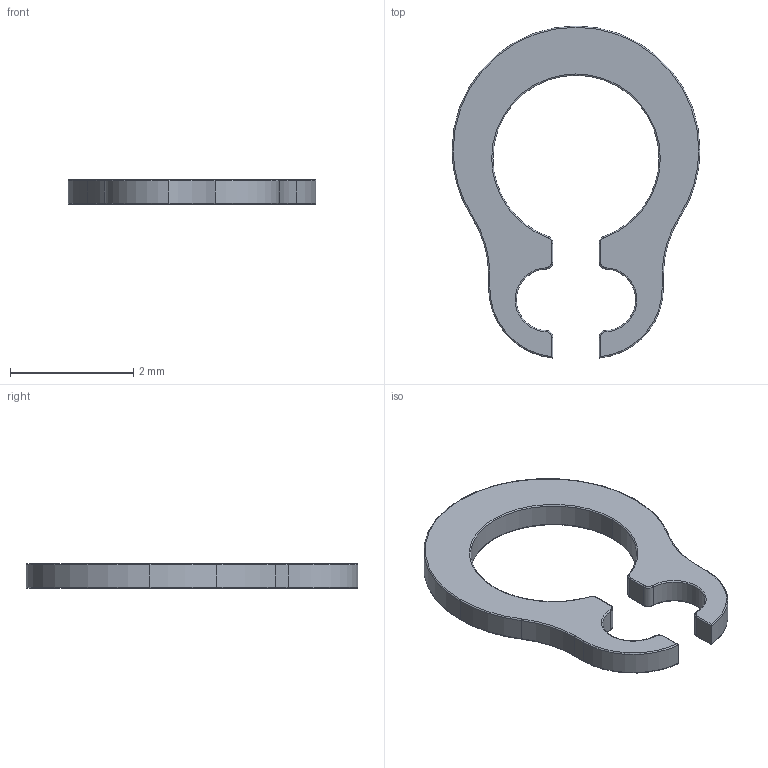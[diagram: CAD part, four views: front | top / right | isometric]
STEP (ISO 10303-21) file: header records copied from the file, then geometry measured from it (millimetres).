
FILE_DESCRIPTION (( 'STEP AP203' ), '1' );
FILE_NAME ('98541A111_External Retaining Ring.STEP', '2023-05-02T21:15:28', ( 'Administrator' ), ( 'Managed by Terraform' ), 'SwSTEP 2.0', 'SolidWorks 2017', '' );
FILE_SCHEMA (( 'CONFIG_CONTROL_DESIGN' ));
Length unit declared in the file: millimetre
Products named in the file (1): 98541A111_External Retaining Ring
Bounding box: 4.03 x 5.4 x 0.4 mm (x, y, z)
Volume: 3.4 mm3; surface area: 27.5 mm2
Topology: 1 solids, 1 shells, 77 faces, 175 edges, 100 vertices
Faces by surface type: torus 38, cylinder 31, plane 8
Entity records: 2312 total; most frequent: DIRECTION 449, CARTESIAN_POINT 425, ORIENTED_EDGE 350, AXIS2_PLACEMENT_3D 200, EDGE_CURVE 175, CIRCLE 122, VERTEX_POINT 100, FACE_OUTER_BOUND 77
